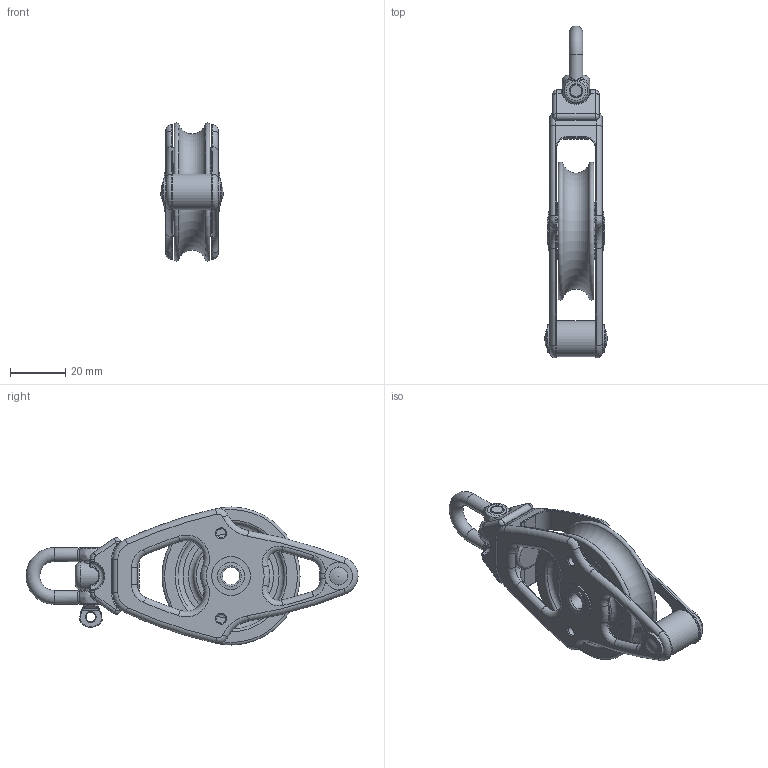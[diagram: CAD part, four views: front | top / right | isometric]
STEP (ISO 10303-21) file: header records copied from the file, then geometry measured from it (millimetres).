
FILE_DESCRIPTION(/* description */ (''),/* implementation_level */ '2;1');
FILE_NAME(/* name */ '00502.stp',/* time_stamp */ '2019-10-30T15:55:18+01:00',/* author */ ('gianni'),/* organization */ (''),/* preprocessor_version */ 'ST-DEVELOPER v16.5',/* originating_system */ 'Autodesk Inventor 2017',/* authorisation */ '');
FILE_SCHEMA (('AUTOMOTIVE_DESIGN { 1 0 10303 214 3 1 1 }'));
Length unit declared in the file: millimetre
Products named in the file (1): 17030100
Bounding box: 22.63 x 120.28 x 50 mm (x, y, z)
Volume: 37943.3 mm3; surface area: 18984.4 mm2
Topology: 1 solids, 1 shells, 481 faces, 1102 edges, 656 vertices
Faces by surface type: torus 139, cylinder 138, bspline 84, plane 57, sphere 47, cone 16
Full cylindrical faces by diameter (mm): 3.3 x4, 3.5 x1, 5 x5, 6.2 x1, 10 x3, 10.3 x1, 12 x2, 13 x1, 14 x3, 16 x2
Entity records: 15238 total; most frequent: CARTESIAN_POINT 4840, DIRECTION 2309, ORIENTED_EDGE 1994, AXIS2_PLACEMENT_3D 1067, EDGE_CURVE 997, VERTEX_POINT 627, EDGE_LOOP 624, CIRCLE 618
